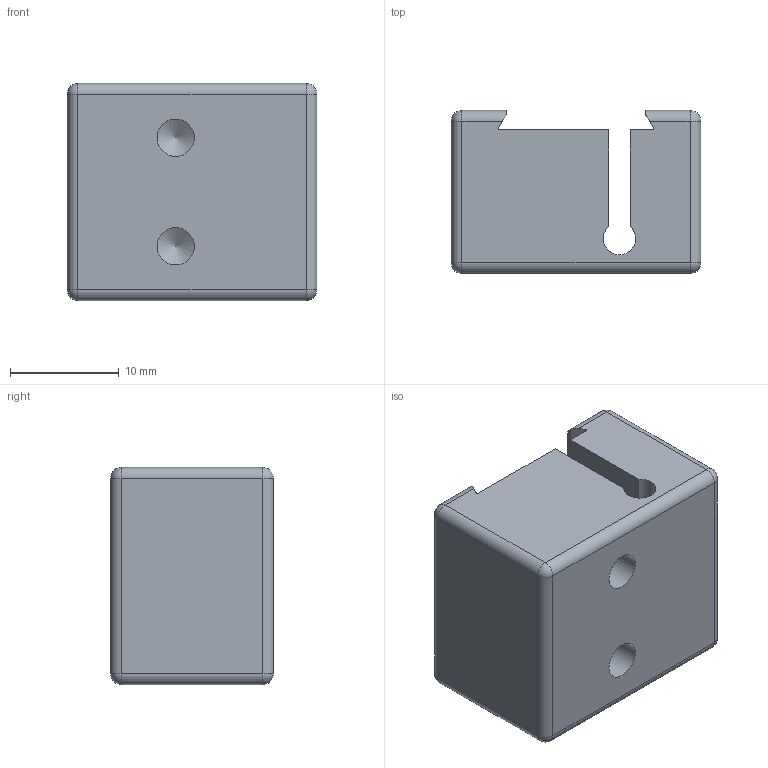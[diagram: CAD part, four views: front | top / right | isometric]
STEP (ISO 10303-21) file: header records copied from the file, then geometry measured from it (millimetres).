
FILE_DESCRIPTION(/* description */ (''),/* implementation_level */ '2;1');
FILE_NAME(/* name */ 'SBAM-C6-CP-S_3D-CAD.stp',/* time_stamp */ '2021-10-07T13:29:05-04:00',/* author */ ('us0alz'),/* organization */ (''),/* preprocessor_version */ 'ST-DEVELOPER v17',/* originating_system */ 'Autodesk Inventor 2019',/* authorisation */ ', , ');
FILE_SCHEMA (('AUTOMOTIVE_DESIGN { 1 0 10303 214 3 1 1 }'));
Length unit declared in the file: millimetre
Products named in the file (1): SBAM-C6-CP-S_3D-CAD
Bounding box: 23 x 15 x 20 mm (x, y, z)
Volume: 5332 mm3; surface area: 3052.5 mm2
Topology: 1 solids, 1 shells, 49 faces, 122 edges, 68 vertices
Faces by surface type: cylinder 22, plane 16, sphere 8, cone 3
Full cylindrical faces by diameter (mm): 3.422 x3, 4.5 x1, 8 x1
Entity records: 1415 total; most frequent: DIRECTION 262, CARTESIAN_POINT 229, ORIENTED_EDGE 222, EDGE_CURVE 111, AXIS2_PLACEMENT_3D 101, VERTEX_POINT 68, LINE 60, VECTOR 60
